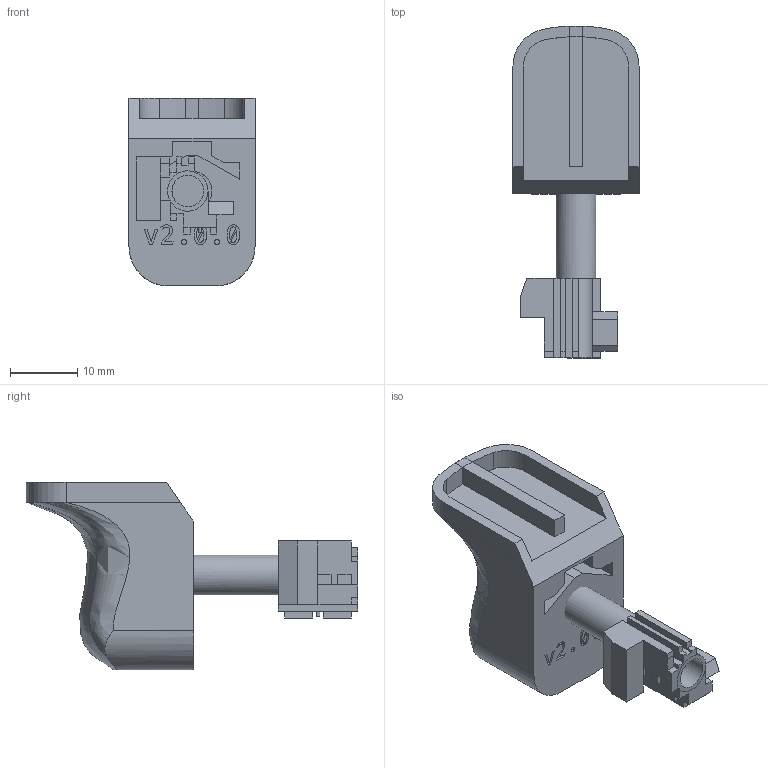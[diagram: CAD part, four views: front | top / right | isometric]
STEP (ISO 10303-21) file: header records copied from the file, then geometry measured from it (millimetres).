
FILE_DESCRIPTION(('FreeCAD Model'),'2;1');
FILE_NAME('Open CASCADE Shape Model','2025-02-26T12:11:07',(''),(''), 'Open CASCADE STEP processor 7.8','FreeCAD','Unknown');
FILE_SCHEMA(('AUTOMOTIVE_DESIGN { 1 0 10303 214 1 1 1 1 }'));
Length unit declared in the file: millimetre
Products named in the file (3): trigger_whole_boolean; trigger_pad_bind; trigger_assy_bind
Assembly tree (2 placements, depth 2):
  trigger_whole_boolean
    trigger_pad_bind
    trigger_assy_bind
Bounding box: 18.76 x 49.38 x 27.97 mm (x, y, z)
Volume: 8307.4 mm3; surface area: 4428.8 mm2
Topology: 2 solids, 2 shells, 254 faces, 660 edges, 421 vertices
Faces by surface type: plane 165, extrusion 65, cylinder 14, bspline 10
Full cylindrical faces by diameter (mm): 0.5 x1, 4.724 x1, 5.905 x1
Entity records: 19082 total; most frequent: CARTESIAN_POINT 6516, DIRECTION 1989, VECTOR 1521, LINE 1456, ORIENTED_EDGE 1320, PCURVE 1320, DEFINITIONAL_REPRESENTATION 1320, EDGE_CURVE 660
